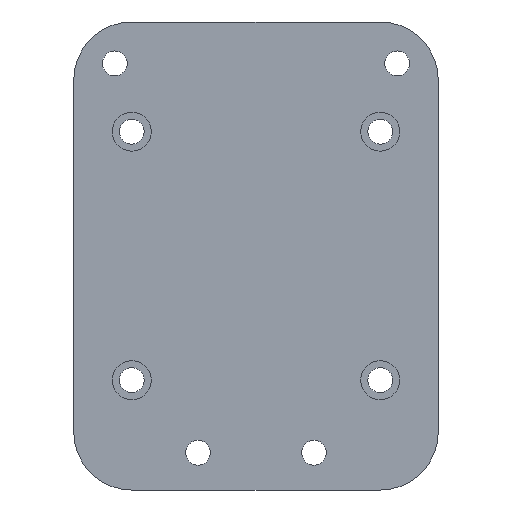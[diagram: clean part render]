
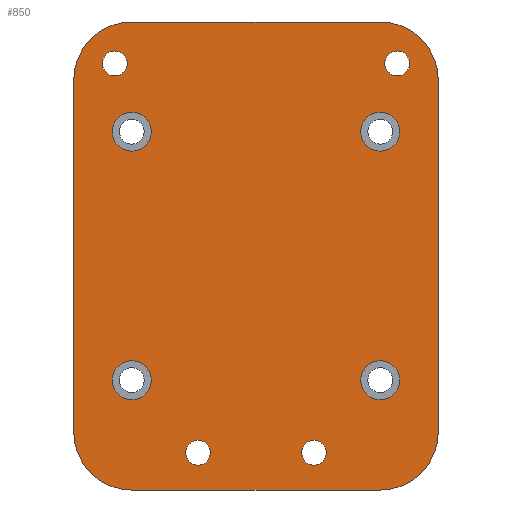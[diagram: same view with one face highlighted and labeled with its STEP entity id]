
A CAD part, front view. The second image highlights one B-rep face of the part: STEP entity #850.
In plain terms, the highlighted planar face has unit normal (0, -1, 0).
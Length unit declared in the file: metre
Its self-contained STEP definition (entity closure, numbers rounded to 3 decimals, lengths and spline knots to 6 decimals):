
#50=LINE('',#1362,#106);
#60=LINE('',#1381,#116);
#66=LINE('',#1395,#122);
#75=LINE('',#1411,#131);
#106=VECTOR('',#1093,1.);
#116=VECTOR('',#1105,1.);
#122=VECTOR('',#1113,1.);
#131=VECTOR('',#1124,1.);
#228=ORIENTED_EDGE('',*,*,#436,.F.);
#229=ORIENTED_EDGE('',*,*,#437,.F.);
#230=ORIENTED_EDGE('',*,*,#438,.F.);
#231=ORIENTED_EDGE('',*,*,#439,.F.);
#232=ORIENTED_EDGE('',*,*,#398,.F.);
#233=ORIENTED_EDGE('',*,*,#396,.T.);
#234=ORIENTED_EDGE('',*,*,#418,.T.);
#235=ORIENTED_EDGE('',*,*,#440,.T.);
#236=ORIENTED_EDGE('',*,*,#412,.F.);
#237=ORIENTED_EDGE('',*,*,#441,.T.);
#238=ORIENTED_EDGE('',*,*,#402,.F.);
#239=ORIENTED_EDGE('',*,*,#442,.T.);
#240=ORIENTED_EDGE('',*,*,#427,.T.);
#241=ORIENTED_EDGE('',*,*,#443,.T.);
#242=ORIENTED_EDGE('',*,*,#394,.T.);
#243=ORIENTED_EDGE('',*,*,#400,.T.);
#394=EDGE_CURVE('',#502,#502,#574,.T.);
#396=EDGE_CURVE('',#504,#504,#576,.F.);
#398=EDGE_CURVE('',#506,#506,#578,.T.);
#400=EDGE_CURVE('',#508,#508,#580,.T.);
#402=EDGE_CURVE('',#510,#511,#50,.T.);
#412=EDGE_CURVE('',#518,#519,#60,.T.);
#418=EDGE_CURVE('',#525,#524,#66,.T.);
#427=EDGE_CURVE('',#531,#530,#75,.T.);
#436=EDGE_CURVE('',#536,#536,#588,.T.);
#437=EDGE_CURVE('',#537,#537,#589,.T.);
#438=EDGE_CURVE('',#538,#538,#590,.T.);
#439=EDGE_CURVE('',#539,#539,#591,.T.);
#440=EDGE_CURVE('',#524,#519,#592,.F.);
#441=EDGE_CURVE('',#518,#511,#593,.F.);
#442=EDGE_CURVE('',#510,#531,#594,.F.);
#443=EDGE_CURVE('',#530,#525,#595,.F.);
#502=VERTEX_POINT('',#1343);
#504=VERTEX_POINT('',#1348);
#506=VERTEX_POINT('',#1353);
#508=VERTEX_POINT('',#1358);
#510=VERTEX_POINT('',#1363);
#511=VERTEX_POINT('',#1364);
#518=VERTEX_POINT('',#1382);
#519=VERTEX_POINT('',#1383);
#524=VERTEX_POINT('',#1394);
#525=VERTEX_POINT('',#1396);
#530=VERTEX_POINT('',#1410);
#531=VERTEX_POINT('',#1412);
#536=VERTEX_POINT('',#1428);
#537=VERTEX_POINT('',#1430);
#538=VERTEX_POINT('',#1432);
#539=VERTEX_POINT('',#1434);
#574=CIRCLE('',#925,0.0015);
#576=CIRCLE('',#928,0.0015);
#578=CIRCLE('',#931,0.0015);
#580=CIRCLE('',#934,0.0015);
#588=CIRCLE('',#948,0.00235);
#589=CIRCLE('',#949,0.00235);
#590=CIRCLE('',#950,0.00235);
#591=CIRCLE('',#951,0.00235);
#592=CIRCLE('',#952,0.007);
#593=CIRCLE('',#953,0.007);
#594=CIRCLE('',#954,0.007);
#595=CIRCLE('',#955,0.007);
#640=EDGE_LOOP('',(#228));
#641=EDGE_LOOP('',(#229));
#642=EDGE_LOOP('',(#230));
#643=EDGE_LOOP('',(#231));
#644=EDGE_LOOP('',(#232));
#645=EDGE_LOOP('',(#233));
#646=EDGE_LOOP('',(#234,#235,#236,#237,#238,#239,#240,#241));
#647=EDGE_LOOP('',(#242));
#648=EDGE_LOOP('',(#243));
#738=FACE_BOUND('',#640,.T.);
#739=FACE_BOUND('',#641,.T.);
#740=FACE_BOUND('',#642,.T.);
#741=FACE_BOUND('',#643,.T.);
#742=FACE_BOUND('',#644,.T.);
#743=FACE_BOUND('',#645,.T.);
#744=FACE_BOUND('',#646,.T.);
#745=FACE_BOUND('',#647,.T.);
#746=FACE_BOUND('',#648,.T.);
#814=PLANE('',#947);
#850=ADVANCED_FACE('',(#738,#739,#740,#741,#742,#743,#744,#745,#746),#814,
 .F.);
#925=AXIS2_PLACEMENT_3D('',#1342,#1069,#1070);
#928=AXIS2_PLACEMENT_3D('',#1347,#1075,#1076);
#931=AXIS2_PLACEMENT_3D('',#1352,#1081,#1082);
#934=AXIS2_PLACEMENT_3D('',#1357,#1087,#1088);
#947=AXIS2_PLACEMENT_3D('',#1426,#1141,#1142);
#948=AXIS2_PLACEMENT_3D('',#1427,#1143,#1144);
#949=AXIS2_PLACEMENT_3D('',#1429,#1145,#1146);
#950=AXIS2_PLACEMENT_3D('',#1431,#1147,#1148);
#951=AXIS2_PLACEMENT_3D('',#1433,#1149,#1150);
#952=AXIS2_PLACEMENT_3D('',#1435,#1151,#1152);
#953=AXIS2_PLACEMENT_3D('',#1436,#1153,#1154);
#954=AXIS2_PLACEMENT_3D('',#1437,#1155,#1156);
#955=AXIS2_PLACEMENT_3D('',#1438,#1157,#1158);
#1069=DIRECTION('',(0.,1.,0.));
#1070=DIRECTION('',(-1.,0.,0.));
#1075=DIRECTION('',(0.,-1.,0.));
#1076=DIRECTION('',(1.,0.,0.));
#1081=DIRECTION('',(0.,-1.,0.));
#1082=DIRECTION('',(1.,0.,0.));
#1087=DIRECTION('',(0.,1.,0.));
#1088=DIRECTION('',(-1.,0.,0.));
#1093=DIRECTION('',(0.,0.,-1.));
#1105=DIRECTION('',(-1.,0.,0.));
#1113=DIRECTION('',(0.,0.,-1.));
#1124=DIRECTION('',(-1.,0.,0.));
#1141=DIRECTION('',(0.,1.,0.));
#1142=DIRECTION('',(-1.,0.,0.));
#1143=DIRECTION('',(0.,-1.,0.));
#1144=DIRECTION('',(1.,0.,0.));
#1145=DIRECTION('',(0.,-1.,0.));
#1146=DIRECTION('',(1.,0.,0.));
#1147=DIRECTION('',(0.,-1.,0.));
#1148=DIRECTION('',(1.,0.,0.));
#1149=DIRECTION('',(0.,-1.,0.));
#1150=DIRECTION('',(1.,0.,0.));
#1151=DIRECTION('',(0.,1.,0.));
#1152=DIRECTION('',(-1.,0.,0.));
#1153=DIRECTION('',(0.,1.,0.));
#1154=DIRECTION('',(-1.,0.,0.));
#1155=DIRECTION('',(0.,1.,0.));
#1156=DIRECTION('',(-1.,0.,0.));
#1157=DIRECTION('',(0.,1.,0.));
#1158=DIRECTION('',(-1.,0.,0.));
#1342=CARTESIAN_POINT('',(0.007,0.0135,-0.039));
#1343=CARTESIAN_POINT('',(0.0055,0.0135,-0.039));
#1347=CARTESIAN_POINT('',(-0.01705,0.0135,0.008));
#1348=CARTESIAN_POINT('',(-0.01555,0.0135,0.008));
#1352=CARTESIAN_POINT('',(0.01705,0.0135,0.008));
#1353=CARTESIAN_POINT('',(0.01855,0.0135,0.008));
#1357=CARTESIAN_POINT('',(-0.007,0.0135,-0.039));
#1358=CARTESIAN_POINT('',(-0.0085,0.0135,-0.039));
#1362=CARTESIAN_POINT('',(0.022,0.0135,0.005));
#1363=CARTESIAN_POINT('',(0.022,0.0135,0.006));
#1364=CARTESIAN_POINT('',(0.022,0.0135,-0.0365));
#1381=CARTESIAN_POINT('',(0.,0.0135,-0.0435));
#1382=CARTESIAN_POINT('',(0.015,0.0135,-0.0435));
#1383=CARTESIAN_POINT('',(-0.015,0.0135,-0.0435));
#1394=CARTESIAN_POINT('',(-0.022,0.0135,-0.0365));
#1395=CARTESIAN_POINT('',(-0.022,0.0135,0.005));
#1396=CARTESIAN_POINT('',(-0.022,0.0135,0.006));
#1410=CARTESIAN_POINT('',(-0.015,0.0135,0.013));
#1411=CARTESIAN_POINT('',(0.,0.0135,0.013));
#1412=CARTESIAN_POINT('',(0.015,0.0135,0.013));
#1426=CARTESIAN_POINT('',(0.,0.0135,-0.01525));
#1427=CARTESIAN_POINT('',(0.015,0.0135,-0.030243));
#1428=CARTESIAN_POINT('',(0.01735,0.0135,-0.030243));
#1429=CARTESIAN_POINT('',(-0.015,0.0135,-0.000243));
#1430=CARTESIAN_POINT('',(-0.01265,0.0135,-0.000243));
#1431=CARTESIAN_POINT('',(-0.015,0.0135,-0.030243));
#1432=CARTESIAN_POINT('',(-0.01265,0.0135,-0.030243));
#1433=CARTESIAN_POINT('',(0.015,0.0135,-0.000243));
#1434=CARTESIAN_POINT('',(0.01735,0.0135,-0.000243));
#1435=CARTESIAN_POINT('',(-0.015,0.0135,-0.0365));
#1436=CARTESIAN_POINT('',(0.015,0.0135,-0.0365));
#1437=CARTESIAN_POINT('',(0.015,0.0135,0.006));
#1438=CARTESIAN_POINT('',(-0.015,0.0135,0.006));
